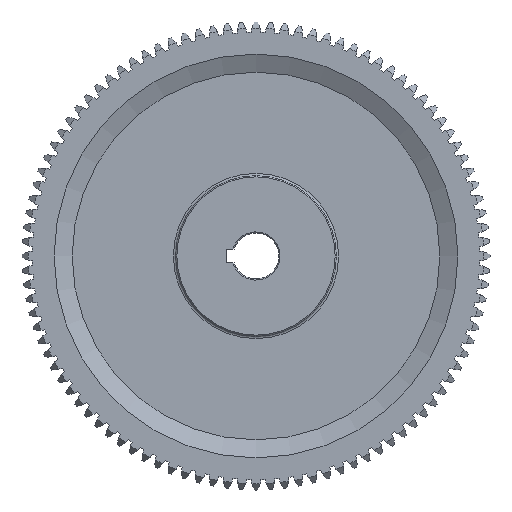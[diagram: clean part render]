
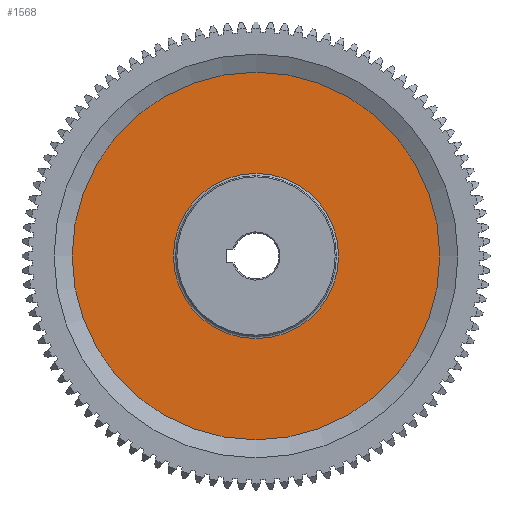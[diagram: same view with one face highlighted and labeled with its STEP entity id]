
A CAD part, left-side view. The second image highlights one B-rep face of the part: STEP entity #1568.
In plain terms, the highlighted planar face has unit normal (-1, 0, 0).
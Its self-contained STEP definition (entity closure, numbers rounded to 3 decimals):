
#1568 = ADVANCED_FACE( '', ( #3316, #3317 ), #3318, .T. );
#3316 = FACE_BOUND( '', #5231, .T. );
#3317 = FACE_OUTER_BOUND( '', #5232, .T. );
#3318 = PLANE( '', #5233 );
#5231 = EDGE_LOOP( '', ( #10486 ) );
#5232 = EDGE_LOOP( '', ( #10487 ) );
#5233 = AXIS2_PLACEMENT_3D( '', #10488, #10489, #10490 );
#10486 = ORIENTED_EDGE( '', *, *, #12765, .T. );
#10487 = ORIENTED_EDGE( '', *, *, #14161, .F. );
#10488 = CARTESIAN_POINT( '', ( 4., 80.15, 0. ) );
#10489 = DIRECTION( '', ( -1., 0., 0. ) );
#10490 = DIRECTION( '', ( 0., 0., 1. ) );
#12765 = EDGE_CURVE( '', #15832, #15832, #15833, .T. );
#14161 = EDGE_CURVE( '', #17852, #17852, #17853, .T. );
#15832 = VERTEX_POINT( '', #20412 );
#15833 = CIRCLE( '', #20413, 36. );
#17852 = VERTEX_POINT( '', #23210 );
#17853 = CIRCLE( '', #23211, 80.15 );
#20412 = CARTESIAN_POINT( '', ( 4., 0., -36. ) );
#20413 = AXIS2_PLACEMENT_3D( '', #24714, #24715, #24716 );
#23210 = CARTESIAN_POINT( '', ( 4., 0., -80.15 ) );
#23211 = AXIS2_PLACEMENT_3D( '', #27028, #27029, #27030 );
#24714 = CARTESIAN_POINT( '', ( 4., 0., 0. ) );
#24715 = DIRECTION( '', ( 1., 0., 0. ) );
#24716 = DIRECTION( '', ( 0., 0., -1. ) );
#27028 = CARTESIAN_POINT( '', ( 4., 0., 0. ) );
#27029 = DIRECTION( '', ( 1., 0., 0. ) );
#27030 = DIRECTION( '', ( 0., 0., -1. ) );
